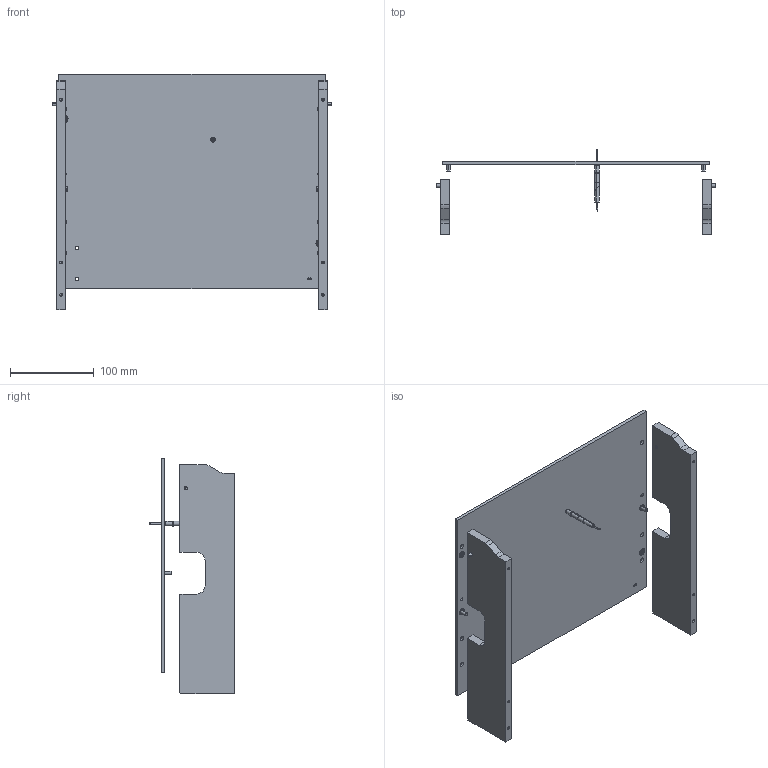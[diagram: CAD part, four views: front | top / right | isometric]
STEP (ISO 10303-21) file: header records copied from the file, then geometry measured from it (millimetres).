
FILE_DESCRIPTION (( 'STEP AP214' ), '1' );
FILE_NAME ('INGUN_101865.STEP', '2021-04-20T11:36:57', ( '' ), ( '' ), 'SwSTEP 2.0', 'SolidWorks 2018', '' );
FILE_SCHEMA (( 'AUTOMOTIVE_DESIGN' ));
Length unit declared in the file: millimetre
Products named in the file (8): DIN6325~n_04,0m6x016; DIN7991~n_M04,0x012; 101864~1_S; INGUN_101865; 101808~0_S; SKS-419-0016~-s-k-s_S; KS-364-Master~-k-s_KS-364 23; 45709~1_S
Assembly tree (10 placements, depth 3):
  INGUN_101865
    101864~1_S
      45709~1_S
    DIN7991~n_M04,0x012  x2
    101808~0_S  x2
    DIN6325~n_04,0m6x016  x2
    KS-364-Master~-k-s_KS-364 23
    SKS-419-0016~-s-k-s_S
Bounding box: 333.2 x 101.1 x 281 mm (x, y, z)
Volume: 645440.3 mm3; surface area: 251093.3 mm2
Topology: 14 solids, 14 shells, 609 faces, 1599 edges, 1039 vertices
Faces by surface type: plane 361, cylinder 186, cone 40, sphere 10, torus 8, bspline 4
Entity records: 21027 total; most frequent: CARTESIAN_POINT 3348, DIRECTION 2985, ORIENTED_EDGE 2798, EDGE_CURVE 1399, AXIS2_PLACEMENT_3D 1059, VERTEX_POINT 924, VECTOR 867, LINE 867
